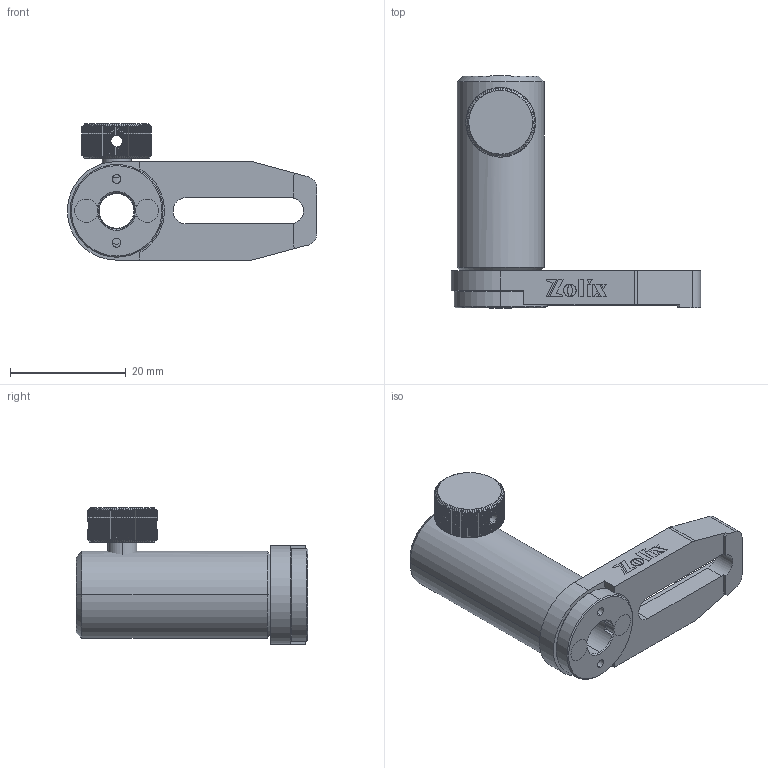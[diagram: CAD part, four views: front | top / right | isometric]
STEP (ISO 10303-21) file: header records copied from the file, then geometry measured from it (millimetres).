
FILE_DESCRIPTION (( 'STEP AP203' ), '1' );
FILE_NAME ('NMPH40.STEP', '2022-07-20T03:00:16', ( '' ), ( '' ), 'SwSTEP 2.0', 'SolidWorks 2021', '' );
FILE_SCHEMA (( 'CONFIG_CONTROL_DESIGN' ));
Length unit declared in the file: millimetre
Products named in the file (1): NMPH40
Bounding box: 43 x 40 x 23.5 mm (x, y, z)
Surface area: 5500.5 mm2 (no closed solid volume)
Topology: 0 solids, 9 shells, 402 faces, 1421 edges, 1019 vertices
Faces by surface type: plane 257, cylinder 128, cone 17
Entity records: 15787 total; most frequent: CARTESIAN_POINT 4231, ORIENTED_EDGE 2532, DIRECTION 2070, EDGE_CURVE 1421, VERTEX_POINT 1019, VECTOR 722, LINE 722, AXIS2_PLACEMENT_3D 674
